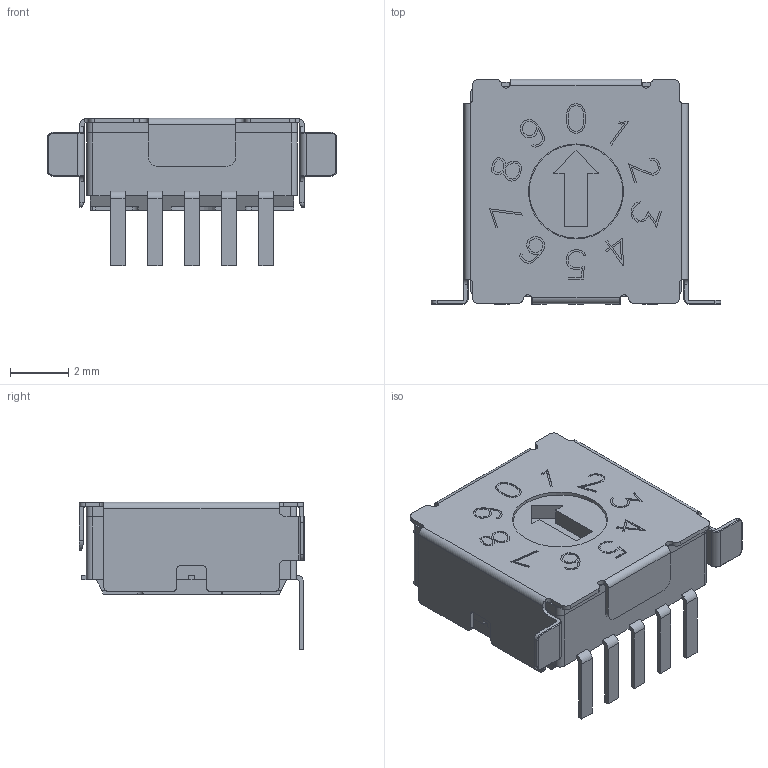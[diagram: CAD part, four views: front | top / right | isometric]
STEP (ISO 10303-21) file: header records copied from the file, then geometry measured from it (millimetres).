
FILE_DESCRIPTION (( 'STEP AP214' ), '1' );
FILE_NAME ('KZDX10HS_MODEL.STEP', '2020-01-21T04:52:00', ( '' ), ( '' ), 'SwSTEP 2.0', 'SolidWorks 2018', '' );
FILE_SCHEMA (( 'AUTOMOTIVE_DESIGN' ));
Length unit declared in the file: millimetre
Products named in the file (1): KZDX10HS_MODEL
Bounding box: 9.92 x 7.71 x 5.05 mm (x, y, z)
Volume: 156.7 mm3; surface area: 647 mm2
Topology: 5 solids, 5 shells, 846 faces, 2373 edges, 1562 vertices
Faces by surface type: plane 644, cylinder 170, bspline 15, cone 15, torus 2
Entity records: 36674 total; most frequent: CARTESIAN_POINT 5310, ORIENTED_EDGE 4746, DIRECTION 4349, EDGE_CURVE 2373, VECTOR 1961, LINE 1961, VERTEX_POINT 1562, AXIS2_PLACEMENT_3D 1194
